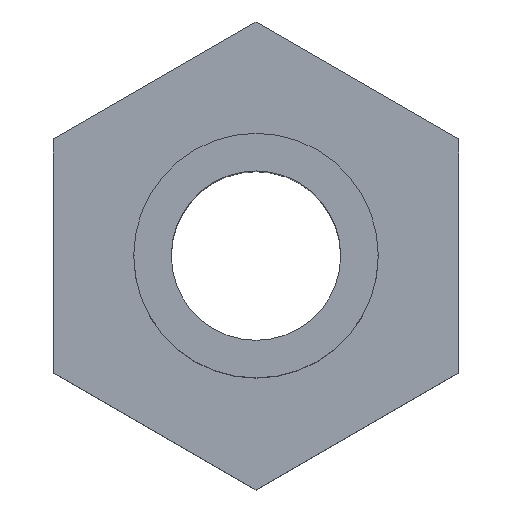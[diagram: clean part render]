
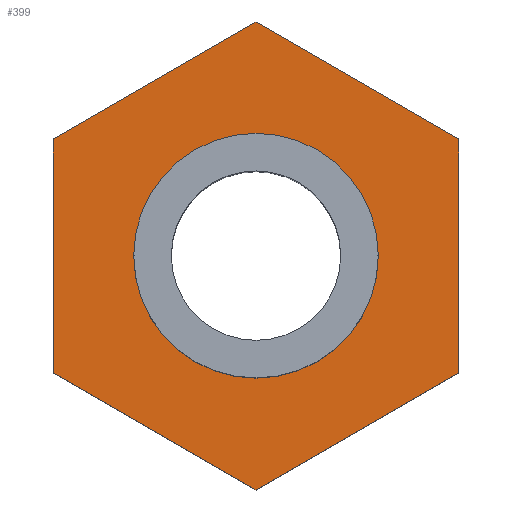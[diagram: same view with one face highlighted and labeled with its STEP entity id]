
A CAD part, top view. The second image highlights one B-rep face of the part: STEP entity #399.
In plain terms, the highlighted planar face has unit normal (0, 0, 1).
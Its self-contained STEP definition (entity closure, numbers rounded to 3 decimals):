
#7 = VERTEX_POINT ( 'NONE', #638 ) ;
#18 = DIRECTION ( 'NONE',  ( 0., 0., -1. ) ) ;
#50 = VERTEX_POINT ( 'NONE', #465 ) ;
#89 = ORIENTED_EDGE ( 'NONE', *, *, #264, .F. ) ;
#90 = ORIENTED_EDGE ( 'NONE', *, *, #336, .F. ) ;
#100 = ORIENTED_EDGE ( 'NONE', *, *, #634, .F. ) ;
#107 = CIRCLE ( 'NONE', #385, 16.6 ) ;
#110 = VECTOR ( 'NONE', #653, 1000. ) ;
#120 = CARTESIAN_POINT ( 'NONE',  ( 0., 0., -20. ) ) ;
#122 = DIRECTION ( 'NONE',  ( -0.866, 0.5, 0. ) ) ;
#135 = VERTEX_POINT ( 'NONE', #340 ) ;
#152 = VERTEX_POINT ( 'NONE', #887 ) ;
#264 = EDGE_CURVE ( 'NONE', #390, #7, #107, .T. ) ;
#278 = EDGE_CURVE ( 'NONE', #933, #394, #456, .T. ) ;
#280 = CARTESIAN_POINT ( 'NONE',  ( -27.5, 15.877, -20. ) ) ;
#291 = EDGE_CURVE ( 'NONE', #135, #152, #754, .T. ) ;
#299 = DIRECTION ( 'NONE',  ( 0.866, 0.5, 0. ) ) ;
#311 = EDGE_LOOP ( 'NONE', ( #89, #383 ) ) ;
#313 = CARTESIAN_POINT ( 'NONE',  ( -27.5, -15.877, -20. ) ) ;
#336 = EDGE_CURVE ( 'NONE', #152, #933, #677, .T. ) ;
#340 = CARTESIAN_POINT ( 'NONE',  ( 27.5, -15.877, -20. ) ) ;
#361 = DIRECTION ( 'NONE',  ( 1., 0., 0. ) ) ;
#383 = ORIENTED_EDGE ( 'NONE', *, *, #790, .F. ) ;
#385 = AXIS2_PLACEMENT_3D ( 'NONE', #751, #982, #361 ) ;
#390 = VERTEX_POINT ( 'NONE', #837 ) ;
#394 = VERTEX_POINT ( 'NONE', #280 ) ;
#399 = ADVANCED_FACE ( 'NONE', ( #922, #918 ), #925, .F. ) ;
#400 = VECTOR ( 'NONE', #122, 1000. ) ;
#426 = ORIENTED_EDGE ( 'NONE', *, *, #904, .F. ) ;
#446 = DIRECTION ( 'NONE',  ( 0., 0., 1. ) ) ;
#456 = LINE ( 'NONE', #823, #821 ) ;
#465 = CARTESIAN_POINT ( 'NONE',  ( 27.5, 15.877, -20. ) ) ;
#498 = CARTESIAN_POINT ( 'NONE',  ( 6.562, 27.966, -20. ) ) ;
#513 = CARTESIAN_POINT ( 'NONE',  ( 20.938, -19.666, -20. ) ) ;
#545 = CARTESIAN_POINT ( 'NONE',  ( -6.562, 27.966, -20. ) ) ;
#570 = CARTESIAN_POINT ( 'NONE',  ( 27.5, 16.6, -20. ) ) ;
#588 = DIRECTION ( 'NONE',  ( 0., 1., 0. ) ) ;
#598 = VECTOR ( 'NONE', #299, 1000. ) ;
#600 = CARTESIAN_POINT ( 'NONE',  ( -20.938, -19.666, -20. ) ) ;
#633 = DIRECTION ( 'NONE',  ( -1., 0., 0. ) ) ;
#634 = EDGE_CURVE ( 'NONE', #719, #50, #717, .T. ) ;
#638 = CARTESIAN_POINT ( 'NONE',  ( -16.6, 0., -20. ) ) ;
#640 = ORIENTED_EDGE ( 'NONE', *, *, #291, .F. ) ;
#648 = AXIS2_PLACEMENT_3D ( 'NONE', #120, #446, #661 ) ;
#653 = DIRECTION ( 'NONE',  ( 0.866, -0.5, 0. ) ) ;
#661 = DIRECTION ( 'NONE',  ( 1., 0., 0. ) ) ;
#667 = DIRECTION ( 'NONE',  ( -0.866, -0.5, 0. ) ) ;
#677 = LINE ( 'NONE', #600, #400 ) ;
#691 = LINE ( 'NONE', #545, #598 ) ;
#692 = CARTESIAN_POINT ( 'NONE',  ( 0., 16.6, -20. ) ) ;
#717 = LINE ( 'NONE', #498, #110 ) ;
#719 = VERTEX_POINT ( 'NONE', #831 ) ;
#751 = CARTESIAN_POINT ( 'NONE',  ( 0., 0., -20. ) ) ;
#754 = LINE ( 'NONE', #513, #760 ) ;
#760 = VECTOR ( 'NONE', #667, 1000. ) ;
#767 = ORIENTED_EDGE ( 'NONE', *, *, #278, .F. ) ;
#771 = LINE ( 'NONE', #570, #946 ) ;
#790 = EDGE_CURVE ( 'NONE', #7, #390, #856, .T. ) ;
#821 = VECTOR ( 'NONE', #588, 1000. ) ;
#823 = CARTESIAN_POINT ( 'NONE',  ( -27.5, 16.6, -20. ) ) ;
#831 = CARTESIAN_POINT ( 'NONE',  ( 0., 31.754, -20. ) ) ;
#837 = CARTESIAN_POINT ( 'NONE',  ( 16.6, 0., -20. ) ) ;
#854 = AXIS2_PLACEMENT_3D ( 'NONE', #692, #18, #633 ) ;
#856 = CIRCLE ( 'NONE', #648, 16.6 ) ;
#887 = CARTESIAN_POINT ( 'NONE',  ( 0., -31.754, -20. ) ) ;
#904 = EDGE_CURVE ( 'NONE', #50, #135, #771, .T. ) ;
#918 = FACE_OUTER_BOUND ( 'NONE', #956, .T. ) ;
#922 = FACE_BOUND ( 'NONE', #311, .T. ) ;
#925 = PLANE ( 'NONE',  #854 ) ;
#933 = VERTEX_POINT ( 'NONE', #313 ) ;
#946 = VECTOR ( 'NONE', #981, 1000. ) ;
#956 = EDGE_LOOP ( 'NONE', ( #90, #640, #426, #100, #980, #767 ) ) ;
#961 = EDGE_CURVE ( 'NONE', #394, #719, #691, .T. ) ;
#980 = ORIENTED_EDGE ( 'NONE', *, *, #961, .F. ) ;
#981 = DIRECTION ( 'NONE',  ( 0., -1., 0. ) ) ;
#982 = DIRECTION ( 'NONE',  ( 0., 0., 1. ) ) ;
